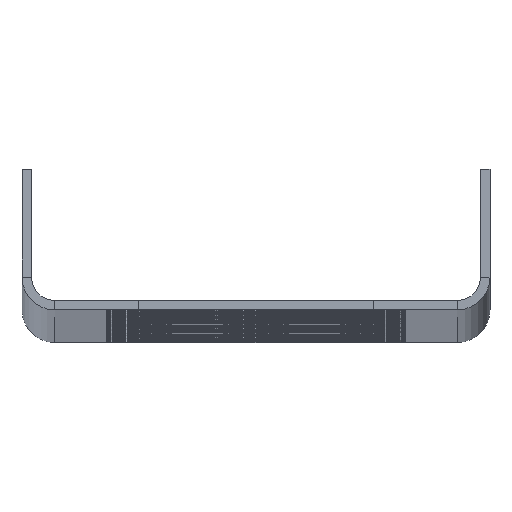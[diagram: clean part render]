
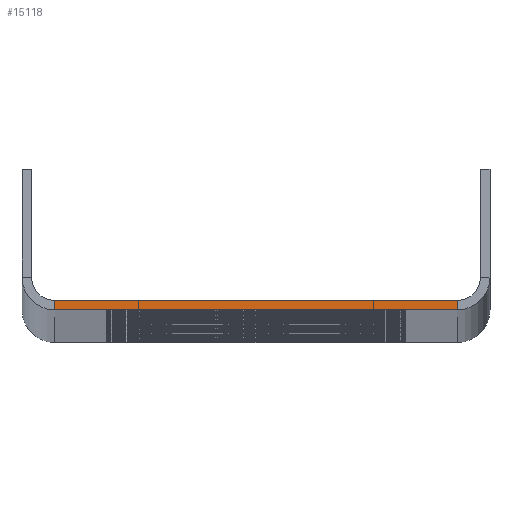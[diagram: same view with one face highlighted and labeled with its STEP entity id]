
A CAD part, top view. The second image highlights one B-rep face of the part: STEP entity #15118.
In plain terms, the highlighted planar face has unit normal (0, 0, 1).
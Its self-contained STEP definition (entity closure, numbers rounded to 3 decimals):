
#1529 = LINE ( 'NONE', #22663, #5798 ) ;
#1656 = CARTESIAN_POINT ( 'NONE',  ( -21.5, 0., 2000. ) ) ;
#1955 = EDGE_CURVE ( 'NONE', #19732, #2923, #12944, .T. ) ;
#2784 = LINE ( 'NONE', #22301, #17555 ) ;
#2923 = VERTEX_POINT ( 'NONE', #17162 ) ;
#3903 = FACE_OUTER_BOUND ( 'NONE', #8930, .T. ) ;
#4118 = DIRECTION ( 'NONE',  ( 0., 1., 0. ) ) ;
#5035 = VERTEX_POINT ( 'NONE', #1656 ) ;
#5322 = ORIENTED_EDGE ( 'NONE', *, *, #1955, .T. ) ;
#5571 = EDGE_CURVE ( 'NONE', #9408, #5035, #13780, .T. ) ;
#5622 = ORIENTED_EDGE ( 'NONE', *, *, #5571, .T. ) ;
#5653 = VECTOR ( 'NONE', #12038, 1000. ) ;
#5755 = DIRECTION ( 'NONE',  ( 1., 0., 0. ) ) ;
#5798 = VECTOR ( 'NONE', #10459, 1000. ) ;
#8930 = EDGE_LOOP ( 'NONE', ( #20991, #5322, #13244, #5622 ) ) ;
#9408 = VERTEX_POINT ( 'NONE', #21090 ) ;
#10405 = CARTESIAN_POINT ( 'NONE',  ( -21.5, 1., 2000. ) ) ;
#10459 = DIRECTION ( 'NONE',  ( -1., 0., 0. ) ) ;
#10518 = CARTESIAN_POINT ( 'NONE',  ( 21.5, 0., 2000. ) ) ;
#12038 = DIRECTION ( 'NONE',  ( 0., -1., 0. ) ) ;
#12944 = LINE ( 'NONE', #20042, #19859 ) ;
#13244 = ORIENTED_EDGE ( 'NONE', *, *, #15664, .T. ) ;
#13780 = LINE ( 'NONE', #10405, #5653 ) ;
#14703 = DIRECTION ( 'NONE',  ( 0., 0., 1. ) ) ;
#15118 = ADVANCED_FACE ( 'NONE', ( #3903 ), #19591, .T. ) ;
#15664 = EDGE_CURVE ( 'NONE', #2923, #9408, #2784, .T. ) ;
#17162 = CARTESIAN_POINT ( 'NONE',  ( 21.5, 1., 2000. ) ) ;
#17555 = VECTOR ( 'NONE', #18825, 1000. ) ;
#18825 = DIRECTION ( 'NONE',  ( -1., 0., 0. ) ) ;
#19220 = EDGE_CURVE ( 'NONE', #19732, #5035, #1529, .T. ) ;
#19591 = PLANE ( 'NONE',  #20218 ) ;
#19707 = CARTESIAN_POINT ( 'NONE',  ( 24., 3.5, 2000. ) ) ;
#19732 = VERTEX_POINT ( 'NONE', #10518 ) ;
#19859 = VECTOR ( 'NONE', #4118, 1000. ) ;
#20042 = CARTESIAN_POINT ( 'NONE',  ( 21.5, 0., 2000. ) ) ;
#20218 = AXIS2_PLACEMENT_3D ( 'NONE', #19707, #14703, #5755 ) ;
#20991 = ORIENTED_EDGE ( 'NONE', *, *, #19220, .F. ) ;
#21090 = CARTESIAN_POINT ( 'NONE',  ( -21.5, 1., 2000. ) ) ;
#22301 = CARTESIAN_POINT ( 'NONE',  ( -25., 1., 2000. ) ) ;
#22663 = CARTESIAN_POINT ( 'NONE',  ( -25., 0., 2000. ) ) ;
